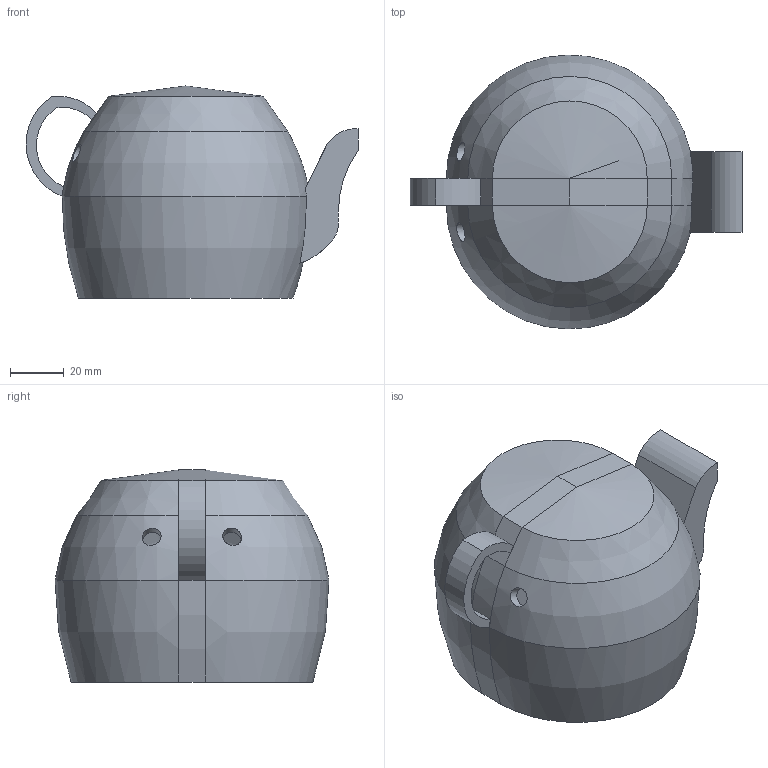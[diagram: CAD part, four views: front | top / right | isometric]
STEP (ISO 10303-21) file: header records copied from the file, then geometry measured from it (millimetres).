
FILE_DESCRIPTION(/* description */ (''),/* implementation_level */ '2;1');
FILE_NAME(/* name */ 'Teketill_FILE.step',/* time_stamp */ '2022-03-06T23:26:44+00:00',/* author */ (''),/* organization */ (''),/* preprocessor_version */ 'ST-DEVELOPER v18.1',/* originating_system */ 'Autodesk Translation Framework v10.13.0.1454',/* authorisation */ '');
FILE_SCHEMA (('AUTOMOTIVE_DESIGN { 1 0 10303 214 3 1 1 }'));
Length unit declared in the file: millimetre
Products named in the file (1): Teketill_2
Bounding box: 123.64 x 101.99 x 79 mm (x, y, z)
Volume: 183877.7 mm3; surface area: 74513.3 mm2
Topology: 1 solids, 1 shells, 71 faces, 222 edges, 145 vertices
Faces by surface type: plane 33, cylinder 19, bspline 13, cone 6
Full cylindrical faces by diameter (mm): 7 x2
Entity records: 3048 total; most frequent: CARTESIAN_POINT 1109, ORIENTED_EDGE 440, DIRECTION 368, EDGE_CURVE 220, VERTEX_POINT 145, AXIS2_PLACEMENT_3D 130, LINE 108, VECTOR 108
